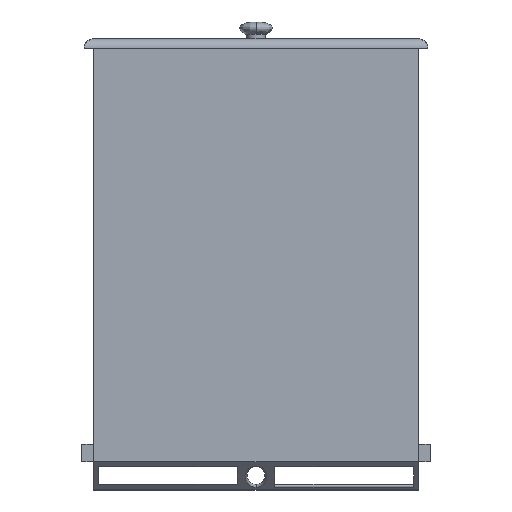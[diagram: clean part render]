
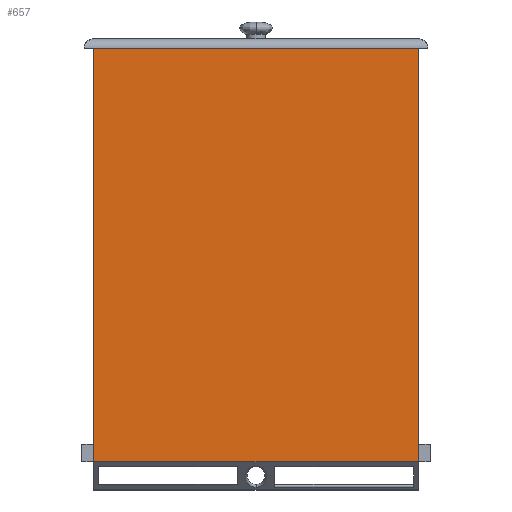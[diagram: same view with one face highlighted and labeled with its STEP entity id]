
A CAD part, front view. The second image highlights one B-rep face of the part: STEP entity #657.
In plain terms, the highlighted planar face has unit normal (0, -1, 0).
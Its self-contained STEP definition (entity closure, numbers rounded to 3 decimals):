
#17 = VECTOR ( 'NONE', #1842, 1000. ) ;
#27 = DIRECTION ( 'NONE',  ( 1., 0., 0. ) ) ;
#91 = LINE ( 'NONE', #516, #1014 ) ;
#106 = LINE ( 'NONE', #694, #1260 ) ;
#154 = CARTESIAN_POINT ( 'NONE',  ( 86.75, -49.5, 0. ) ) ;
#160 = VERTEX_POINT ( 'NONE', #154 ) ;
#264 = CARTESIAN_POINT ( 'NONE',  ( 0., -49.5, 0. ) ) ;
#288 = PLANE ( 'NONE',  #1738 ) ;
#307 = CARTESIAN_POINT ( 'NONE',  ( 0., -49.5, 0. ) ) ;
#355 = EDGE_CURVE ( 'NONE', #1086, #432, #1537, .T. ) ;
#407 = CARTESIAN_POINT ( 'NONE',  ( 86.75, -49.5, -110.5 ) ) ;
#409 = ORIENTED_EDGE ( 'NONE', *, *, #1265, .T. ) ;
#432 = VERTEX_POINT ( 'NONE', #264 ) ;
#506 = DIRECTION ( 'NONE',  ( 0., 0., 1. ) ) ;
#516 = CARTESIAN_POINT ( 'NONE',  ( 86.75, -49.5, -110.5 ) ) ;
#539 = EDGE_CURVE ( 'NONE', #1086, #1801, #106, .T. ) ;
#556 = CARTESIAN_POINT ( 'NONE',  ( 0., -49.5, -110.5 ) ) ;
#657 = ADVANCED_FACE ( 'NONE', ( #711 ), #288, .T. ) ;
#694 = CARTESIAN_POINT ( 'NONE',  ( 0., -49.5, -110.5 ) ) ;
#700 = EDGE_LOOP ( 'NONE', ( #1336, #1129, #1029, #409 ) ) ;
#711 = FACE_OUTER_BOUND ( 'NONE', #700, .T. ) ;
#713 = VECTOR ( 'NONE', #27, 1000. ) ;
#747 = CARTESIAN_POINT ( 'NONE',  ( 0., -49.5, -110.5 ) ) ;
#890 = CARTESIAN_POINT ( 'NONE',  ( 0., -49.5, -110.5 ) ) ;
#973 = DIRECTION ( 'NONE',  ( 1., 0., 0. ) ) ;
#1003 = DIRECTION ( 'NONE',  ( 0., 0., -1. ) ) ;
#1014 = VECTOR ( 'NONE', #506, 1000. ) ;
#1029 = ORIENTED_EDGE ( 'NONE', *, *, #539, .T. ) ;
#1086 = VERTEX_POINT ( 'NONE', #890 ) ;
#1129 = ORIENTED_EDGE ( 'NONE', *, *, #355, .F. ) ;
#1152 = DIRECTION ( 'NONE',  ( 0., -1., 0. ) ) ;
#1229 = EDGE_CURVE ( 'NONE', #432, #160, #1599, .T. ) ;
#1260 = VECTOR ( 'NONE', #973, 1000. ) ;
#1265 = EDGE_CURVE ( 'NONE', #1801, #160, #91, .T. ) ;
#1336 = ORIENTED_EDGE ( 'NONE', *, *, #1229, .F. ) ;
#1537 = LINE ( 'NONE', #556, #17 ) ;
#1599 = LINE ( 'NONE', #307, #713 ) ;
#1738 = AXIS2_PLACEMENT_3D ( 'NONE', #747, #1152, #1003 ) ;
#1801 = VERTEX_POINT ( 'NONE', #407 ) ;
#1842 = DIRECTION ( 'NONE',  ( 0., 0., 1. ) ) ;
